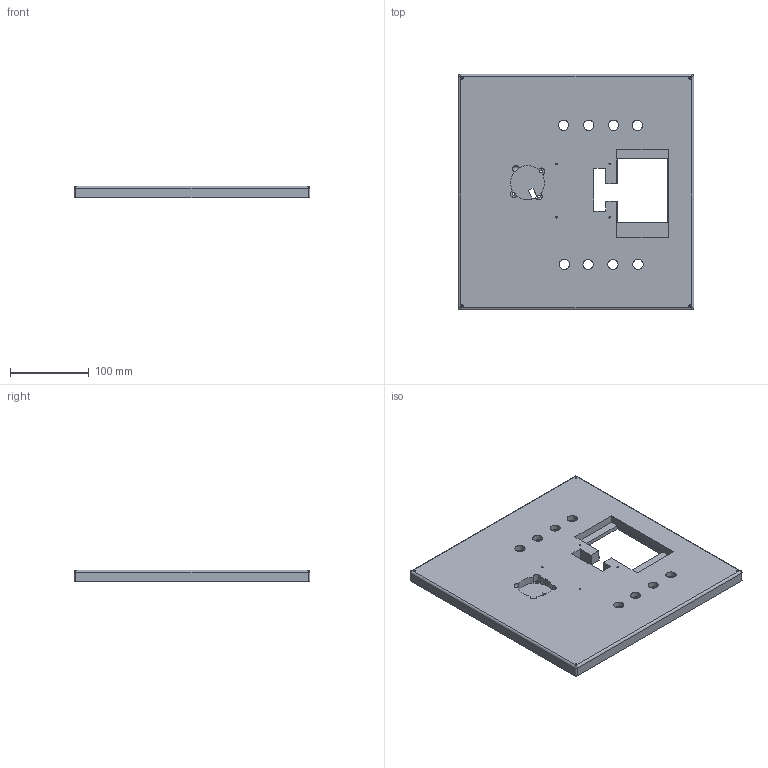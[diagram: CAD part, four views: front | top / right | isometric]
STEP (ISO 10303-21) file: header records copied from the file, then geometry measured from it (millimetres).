
FILE_DESCRIPTION(('FreeCAD Model'),'2;1');
FILE_NAME('Open CASCADE Shape Model','2025-11-26T11:53:04',(''),(''), 'Open CASCADE STEP processor 7.9','FreeCAD','Unknown');
FILE_SCHEMA(('AUTOMOTIVE_DESIGN { 1 0 10303 214 1 1 1 1 }'));
Length unit declared in the file: millimetre
Products named in the file (1): Top
Bounding box: 300 x 300 x 15 mm (x, y, z)
Surface area: 199207.7 mm2 (no closed solid volume)
Topology: 0 solids, 1 shells, 120 faces, 323 edges, 203 vertices
Faces by surface type: plane 77, cylinder 39, bspline 4
Full cylindrical faces by diameter (mm): 2.062 x1, 2.064 x2, 2.065 x1, 2.4 x4, 3.396 x1, 3.414 x1, 3.421 x1, 3.431 x1, 8.793 x1, 13 x7
Entity records: 4048 total; most frequent: CARTESIAN_POINT 918, ORIENTED_EDGE 636, DIRECTION 616, EDGE_CURVE 319, LINE 238, VECTOR 238, VERTEX_POINT 211, AXIS2_PLACEMENT_3D 189
